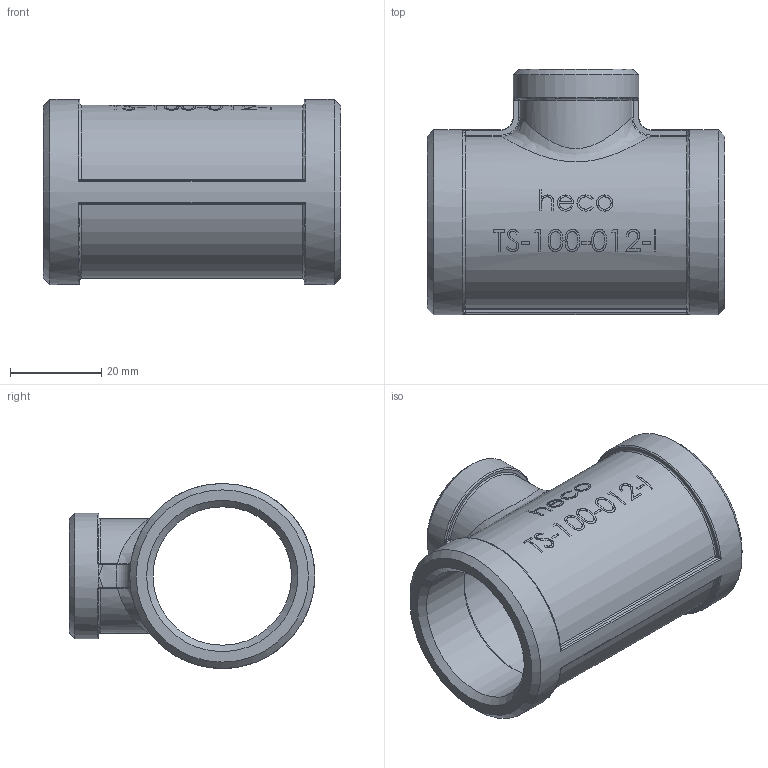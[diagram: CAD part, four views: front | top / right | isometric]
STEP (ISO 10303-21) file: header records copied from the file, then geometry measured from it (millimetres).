
FILE_DESCRIPTION (( 'STEP AP214' ), '1' );
FILE_NAME ('heco_TS-100-012-I.STEP', '2016-06-27T10:13:25', ( '' ), ( '' ), 'SwSTEP 2.0', 'SolidWorks 2011', '' );
FILE_SCHEMA (( 'AUTOMOTIVE_DESIGN' ));
Length unit declared in the file: millimetre
Products named in the file (1): heco_TS-100-012-I
Bounding box: 65 x 53.75 x 40.5 mm (x, y, z)
Volume: 25141.8 mm3; surface area: 17885.6 mm2
Topology: 1 solids, 1 shells, 278 faces, 695 edges, 435 vertices
Faces by surface type: bspline 119, plane 66, cylinder 58, torus 14, sphere 12, cone 9
Full cylindrical faces by diameter (mm): 18.631 x1, 21.2 x1, 27.5 x1, 30.291 x2, 34.2 x1, 40.5 x1
Entity records: 27201 total; most frequent: CARTESIAN_POINT 20354, ORIENTED_EDGE 1330, DIRECTION 734, EDGE_CURVE 665, VERTEX_POINT 430, B_SPLINE_CURVE_WITH_KNOTS 384, EDGE_LOOP 323, AXIS2_PLACEMENT_3D 293
